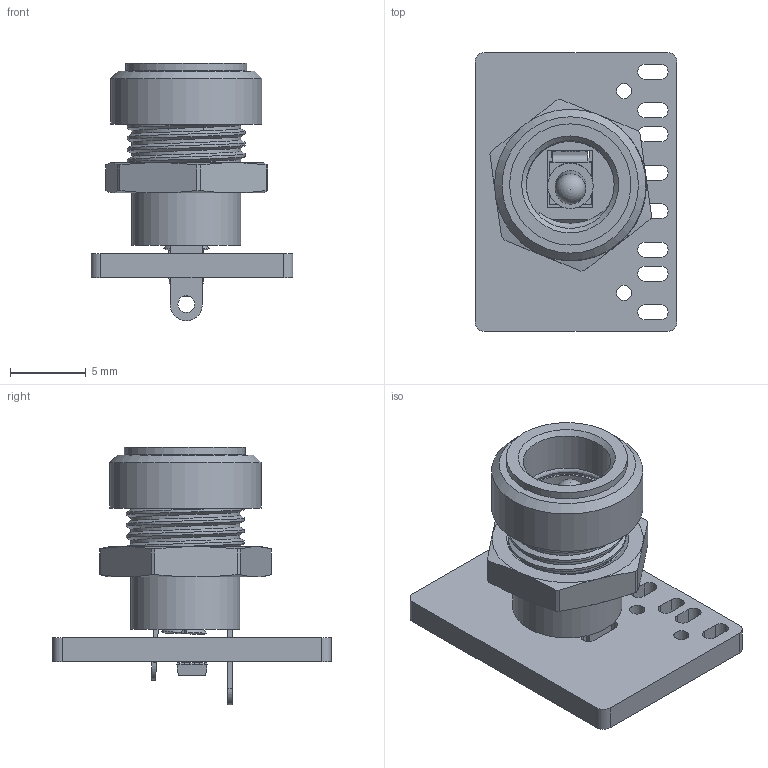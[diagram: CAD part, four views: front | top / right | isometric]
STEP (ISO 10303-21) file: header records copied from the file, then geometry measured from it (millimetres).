
FILE_DESCRIPTION(('KiCad electronic assembly'),'2;1');
FILE_NAME('#610-000.step','2019-12-31T11:30:22',('An Author'),( 'A Company'),'Open CASCADE STEP processor 6.9', 'KiCad to STEP converter','Unknown');
FILE_SCHEMA(('AUTOMOTIVE_DESIGN { 1 0 10303 214 1 1 1 1 }'));
Length unit declared in the file: millimetre
Products named in the file (6): Open CASCADE STEP translator 6.9 1; Lumberg_1614_09_[Nut,_2.5mm]; COMPOUND; ON_Semi_MCH6341-TL-W; SOLID
Assembly tree (5 placements, depth 3):
  Open CASCADE STEP translator 6.9 1
    Lumberg_1614_09_[Nut,_2.5mm]
      COMPOUND
    ON_Semi_MCH6341-TL-W
      SOLID
    COMPOUND
Bounding box: 13.34 x 18.41 x 17.01 mm (x, y, z)
Volume: 820.1 mm3; surface area: 1950.7 mm2
Topology: 4 solids, 5 shells, 486 faces, 1370 edges, 899 vertices
Faces by surface type: plane 271, extrusion 89, cylinder 73, cone 24, bspline 21, torus 7, sphere 1
Full cylindrical faces by diameter (mm): 0.203 x1, 0.9 x1, 1 x4, 1.1 x1, 1.2 x1, 1.5 x1, 1.7 x1, 2 x1, 3 x1, 5.8 x1, 6.3 x1, 7.2 x1, 8 x1, 10 x1
Entity records: 47135 total; most frequent: CARTESIAN_POINT 18121, DIRECTION 4233, VECTOR 2970, LINE 2881, ORIENTED_EDGE 2736, PCURVE 2736, DEFINITIONAL_REPRESENTATION 2736, EDGE_CURVE 1368
